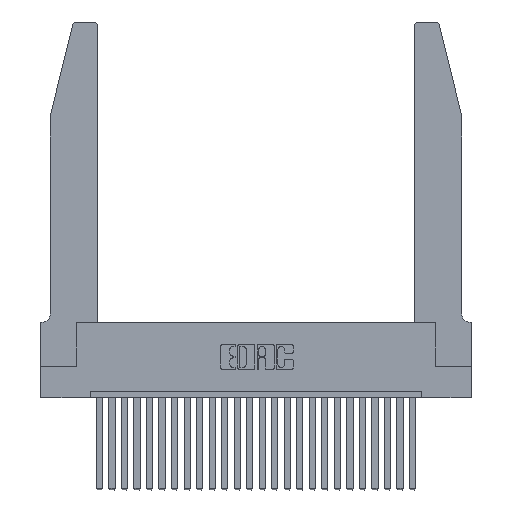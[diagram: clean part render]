
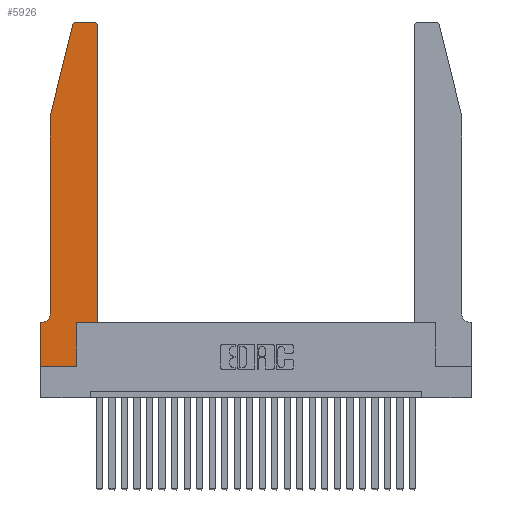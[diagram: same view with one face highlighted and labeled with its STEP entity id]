
A CAD part, top view. The second image highlights one B-rep face of the part: STEP entity #5926.
In plain terms, the highlighted planar face has unit normal (0, 0, 1).
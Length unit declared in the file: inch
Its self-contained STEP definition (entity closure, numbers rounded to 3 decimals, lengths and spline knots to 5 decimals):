
#341 = CARTESIAN_POINT ( 'NONE',  ( 0.4205, 2.75, 0.37 ) ) ;
#775 = DIRECTION ( 'NONE',  ( 0., 0., 1. ) ) ;
#908 = ORIENTED_EDGE ( 'NONE', *, *, #8723, .T. ) ;
#1058 = LINE ( 'NONE', #23440, #16525 ) ;
#1098 = CARTESIAN_POINT ( 'NONE',  ( 0.0755, 2., 0.37 ) ) ;
#1158 = LINE ( 'NONE', #9017, #22068 ) ;
#1237 = DIRECTION ( 'NONE',  ( 1., 0., 0. ) ) ;
#1484 = CARTESIAN_POINT ( 'NONE',  ( 0.2605, 2.75, 0.37 ) ) ;
#1497 = EDGE_CURVE ( 'NONE', #8857, #10788, #21068, .T. ) ;
#2252 = CARTESIAN_POINT ( 'NONE',  ( 0.2865, 0., 0.37 ) ) ;
#2575 = EDGE_CURVE ( 'NONE', #6497, #24396, #1058, .T. ) ;
#3084 = VERTEX_POINT ( 'NONE', #1098 ) ;
#3379 = CARTESIAN_POINT ( 'NONE',  ( 0., 0., 0.37 ) ) ;
#3751 = VERTEX_POINT ( 'NONE', #19111 ) ;
#3883 = VERTEX_POINT ( 'NONE', #12299 ) ;
#4780 = ORIENTED_EDGE ( 'NONE', *, *, #16335, .T. ) ;
#5268 = DIRECTION ( 'NONE',  ( 1., 0., 0. ) ) ;
#5586 = PLANE ( 'NONE',  #6319 ) ;
#5926 = ADVANCED_FACE ( 'NONE', ( #10829 ), #5586, .T. ) ;
#6319 = AXIS2_PLACEMENT_3D ( 'NONE', #9274, #9351, #1237 ) ;
#6497 = VERTEX_POINT ( 'NONE', #8987 ) ;
#6523 = CIRCLE ( 'NONE', #8234, 0.07 ) ;
#7072 = ORIENTED_EDGE ( 'NONE', *, *, #1497, .T. ) ;
#7773 = DIRECTION ( 'NONE',  ( -0.239, -0.971, 0. ) ) ;
#8234 = AXIS2_PLACEMENT_3D ( 'NONE', #21315, #21057, #15014 ) ;
#8717 = CARTESIAN_POINT ( 'NONE',  ( 0.0755, 0.42, 0.37 ) ) ;
#8723 = EDGE_CURVE ( 'NONE', #10788, #25406, #13839, .T. ) ;
#8857 = VERTEX_POINT ( 'NONE', #24754 ) ;
#8926 = DIRECTION ( 'NONE',  ( -1., 0., 0. ) ) ;
#8987 = CARTESIAN_POINT ( 'NONE',  ( 0., 0., 0.37 ) ) ;
#9017 = CARTESIAN_POINT ( 'NONE',  ( 0.0755, 0.35, 0.37 ) ) ;
#9217 = LINE ( 'NONE', #22193, #18059 ) ;
#9274 = CARTESIAN_POINT ( 'NONE',  ( 0., 0.35, 0.37 ) ) ;
#9351 = DIRECTION ( 'NONE',  ( 0., 0., 1. ) ) ;
#9357 = LINE ( 'NONE', #13702, #14108 ) ;
#9551 = VECTOR ( 'NONE', #25878, 39.37008 ) ;
#9872 = CARTESIAN_POINT ( 'NONE',  ( 0.4505, 2.72, 0.37 ) ) ;
#9961 = ORIENTED_EDGE ( 'NONE', *, *, #24452, .T. ) ;
#9972 = VERTEX_POINT ( 'NONE', #19287 ) ;
#10211 = DIRECTION ( 'NONE',  ( 0., 0., 1. ) ) ;
#10286 = CIRCLE ( 'NONE', #10625, 0.03 ) ;
#10507 = EDGE_CURVE ( 'NONE', #23671, #3751, #6523, .T. ) ;
#10625 = AXIS2_PLACEMENT_3D ( 'NONE', #22367, #10211, #18413 ) ;
#10788 = VERTEX_POINT ( 'NONE', #20126 ) ;
#10829 = FACE_OUTER_BOUND ( 'NONE', #20832, .T. ) ;
#11228 = VECTOR ( 'NONE', #24441, 39.37008 ) ;
#11338 = DIRECTION ( 'NONE',  ( 0., 1., 0. ) ) ;
#11472 = VECTOR ( 'NONE', #15701, 39.37008 ) ;
#11649 = CARTESIAN_POINT ( 'NONE',  ( 0.2865, 0.35, 0.37 ) ) ;
#11817 = ORIENTED_EDGE ( 'NONE', *, *, #16493, .T. ) ;
#12299 = CARTESIAN_POINT ( 'NONE',  ( 0.284, 2.75, 0.37 ) ) ;
#13039 = LINE ( 'NONE', #11649, #9551 ) ;
#13141 = EDGE_CURVE ( 'NONE', #16690, #3883, #15567, .T. ) ;
#13164 = EDGE_CURVE ( 'NONE', #24396, #8857, #13039, .T. ) ;
#13318 = EDGE_CURVE ( 'NONE', #3084, #23671, #9217, .T. ) ;
#13702 = CARTESIAN_POINT ( 'NONE',  ( 0.0755, 2., 0.37 ) ) ;
#13839 = LINE ( 'NONE', #17859, #17299 ) ;
#14108 = VECTOR ( 'NONE', #7773, 39.37008 ) ;
#15014 = DIRECTION ( 'NONE',  ( -1., 0., 0. ) ) ;
#15143 = ORIENTED_EDGE ( 'NONE', *, *, #13164, .T. ) ;
#15164 = CARTESIAN_POINT ( 'NONE',  ( 0.284, 2.72, 0.37 ) ) ;
#15391 = DIRECTION ( 'NONE',  ( 0., -1., 0. ) ) ;
#15494 = ORIENTED_EDGE ( 'NONE', *, *, #13318, .T. ) ;
#15527 = VERTEX_POINT ( 'NONE', #22265 ) ;
#15567 = LINE ( 'NONE', #1484, #11472 ) ;
#15701 = DIRECTION ( 'NONE',  ( -1., 0., 0. ) ) ;
#16120 = CARTESIAN_POINT ( 'NONE',  ( 0.4505, 0.35, 0.37 ) ) ;
#16335 = EDGE_CURVE ( 'NONE', #3751, #15527, #1158, .T. ) ;
#16493 = EDGE_CURVE ( 'NONE', #9972, #3084, #9357, .T. ) ;
#16525 = VECTOR ( 'NONE', #5268, 39.37008 ) ;
#16588 = ORIENTED_EDGE ( 'NONE', *, *, #17611, .T. ) ;
#16690 = VERTEX_POINT ( 'NONE', #341 ) ;
#16794 = EDGE_CURVE ( 'NONE', #3883, #9972, #18585, .T. ) ;
#17299 = VECTOR ( 'NONE', #11338, 39.37008 ) ;
#17611 = EDGE_CURVE ( 'NONE', #15527, #6497, #17681, .T. ) ;
#17681 = LINE ( 'NONE', #3379, #20247 ) ;
#17859 = CARTESIAN_POINT ( 'NONE',  ( 0.4505, 0.35, 0.37 ) ) ;
#18059 = VECTOR ( 'NONE', #24262, 39.37008 ) ;
#18413 = DIRECTION ( 'NONE',  ( 1., 0., 0. ) ) ;
#18574 = ORIENTED_EDGE ( 'NONE', *, *, #13141, .T. ) ;
#18585 = CIRCLE ( 'NONE', #19490, 0.03 ) ;
#19111 = CARTESIAN_POINT ( 'NONE',  ( 0.0055, 0.35, 0.37 ) ) ;
#19287 = CARTESIAN_POINT ( 'NONE',  ( 0.25487, 2.72718, 0.37 ) ) ;
#19490 = AXIS2_PLACEMENT_3D ( 'NONE', #15164, #775, #21220 ) ;
#20064 = ORIENTED_EDGE ( 'NONE', *, *, #2575, .T. ) ;
#20126 = CARTESIAN_POINT ( 'NONE',  ( 0.4505, 0.35, 0.37 ) ) ;
#20247 = VECTOR ( 'NONE', #15391, 39.37008 ) ;
#20832 = EDGE_LOOP ( 'NONE', ( #18574, #24542, #11817, #15494, #25377, #4780, #16588, #20064, #15143, #7072, #908, #9961 ) ) ;
#21057 = DIRECTION ( 'NONE',  ( 0., 0., -1. ) ) ;
#21068 = LINE ( 'NONE', #16120, #11228 ) ;
#21220 = DIRECTION ( 'NONE',  ( 1., 0., 0. ) ) ;
#21315 = CARTESIAN_POINT ( 'NONE',  ( 0.0055, 0.42, 0.37 ) ) ;
#22068 = VECTOR ( 'NONE', #8926, 39.37008 ) ;
#22193 = CARTESIAN_POINT ( 'NONE',  ( 0.0755, 2., 0.37 ) ) ;
#22265 = CARTESIAN_POINT ( 'NONE',  ( 0., 0.35, 0.37 ) ) ;
#22367 = CARTESIAN_POINT ( 'NONE',  ( 0.4205, 2.72, 0.37 ) ) ;
#23440 = CARTESIAN_POINT ( 'NONE',  ( 0., 0., 0.37 ) ) ;
#23671 = VERTEX_POINT ( 'NONE', #8717 ) ;
#24262 = DIRECTION ( 'NONE',  ( 0., -1., 0. ) ) ;
#24396 = VERTEX_POINT ( 'NONE', #2252 ) ;
#24441 = DIRECTION ( 'NONE',  ( 1., 0., 0. ) ) ;
#24452 = EDGE_CURVE ( 'NONE', #25406, #16690, #10286, .T. ) ;
#24542 = ORIENTED_EDGE ( 'NONE', *, *, #16794, .T. ) ;
#24754 = CARTESIAN_POINT ( 'NONE',  ( 0.2865, 0.35, 0.37 ) ) ;
#25377 = ORIENTED_EDGE ( 'NONE', *, *, #10507, .T. ) ;
#25406 = VERTEX_POINT ( 'NONE', #9872 ) ;
#25878 = DIRECTION ( 'NONE',  ( 0., 1., 0. ) ) ;
